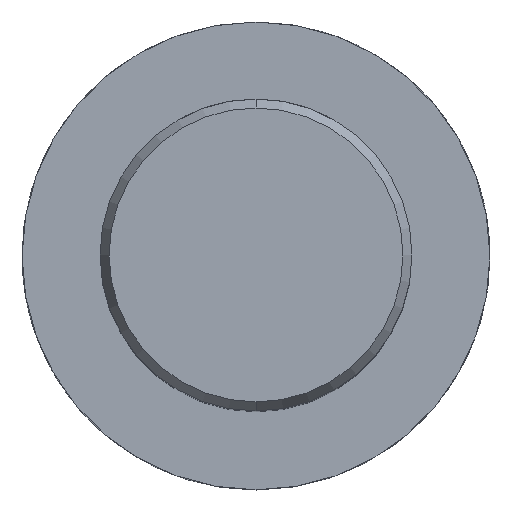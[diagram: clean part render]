
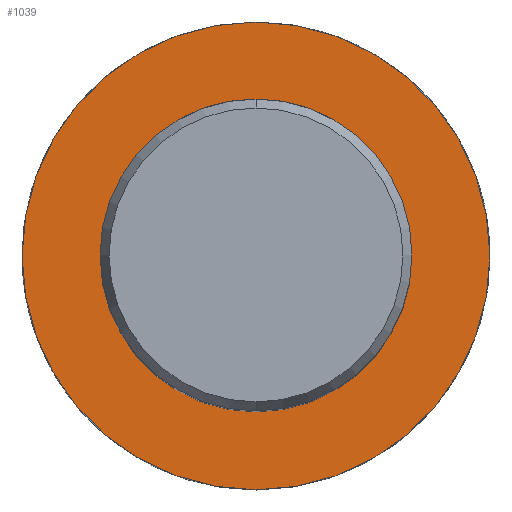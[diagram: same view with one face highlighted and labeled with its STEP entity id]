
A CAD part, top view. The second image highlights one B-rep face of the part: STEP entity #1039.
In plain terms, the highlighted planar face has unit normal (0, 0, 1).
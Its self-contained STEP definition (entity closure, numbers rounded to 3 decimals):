
#431=EDGE_CURVE('',#925,#529,#1241,.T.);
#529=VERTEX_POINT('',#1351);
#833=VERTEX_POINT('',#1678);
#925=VERTEX_POINT('',#1780);
#927=EDGE_CURVE('',#833,#1045,#1782,.T.);
#945=EDGE_CURVE('',#529,#925,#1801,.T.);
#1039=ADVANCED_FACE('',(#1904,#1905),#1906,.T.);
#1045=VERTEX_POINT('',#1913);
#1095=EDGE_CURVE('',#1045,#833,#1967,.T.);
#1241=CIRCLE('',#2153,20.0);
#1351=CARTESIAN_POINT('',(0.,-20.0,-70.0));
#1678=CARTESIAN_POINT('',(0.0,30.0,-70.0));
#1780=CARTESIAN_POINT('',(0.0,20.0,-70.0));
#1782=CIRCLE('',#3810,30.0);
#1801=CIRCLE('',#3836,20.0);
#1904=FACE_BOUND('',#4514,.T.);
#1905=FACE_OUTER_BOUND('',#4515,.T.);
#1906=PLANE('',#4516);
#1913=CARTESIAN_POINT('',(0.,-30.0,-70.0));
#1967=CIRCLE('',#4650,30.0);
#2153=AXIS2_PLACEMENT_3D('',#4944,#4945,#4946);
#3810=AXIS2_PLACEMENT_3D('',#5513,#5514,#5515);
#3836=AXIS2_PLACEMENT_3D('',#5536,#5537,#5538);
#4514=EDGE_LOOP('',(#5662,#5663));
#4515=EDGE_LOOP('',(#5664,#5665));
#4516=AXIS2_PLACEMENT_3D('',#5666,#5667,#5668);
#4650=AXIS2_PLACEMENT_3D('',#5729,#5730,#5731);
#4944=CARTESIAN_POINT('',(0.0,0.0,-70.0));
#4945=DIRECTION('',(-0.0,0.0,-1.0));
#4946=DIRECTION('',(0.0,1.0,0.0));
#5513=CARTESIAN_POINT('',(0.0,0.0,-70.0));
#5514=DIRECTION('',(0.0,0.0,-1.0));
#5515=DIRECTION('',(0.0,1.0,0.0));
#5536=CARTESIAN_POINT('',(0.0,0.0,-70.0));
#5537=DIRECTION('',(-0.0,0.0,-1.0));
#5538=DIRECTION('',(0.0,1.0,0.0));
#5662=ORIENTED_EDGE('',*,*,#431,.T.);
#5663=ORIENTED_EDGE('',*,*,#945,.T.);
#5664=ORIENTED_EDGE('',*,*,#927,.F.);
#5665=ORIENTED_EDGE('',*,*,#1095,.F.);
#5666=CARTESIAN_POINT('',(0.0,15.0,-70.0));
#5667=DIRECTION('',(-0.0,0.0,1.0));
#5668=DIRECTION('',(0.0,-1.0,0.0));
#5729=CARTESIAN_POINT('',(0.0,0.0,-70.0));
#5730=DIRECTION('',(0.0,0.0,-1.0));
#5731=DIRECTION('',(0.0,1.0,0.0));
